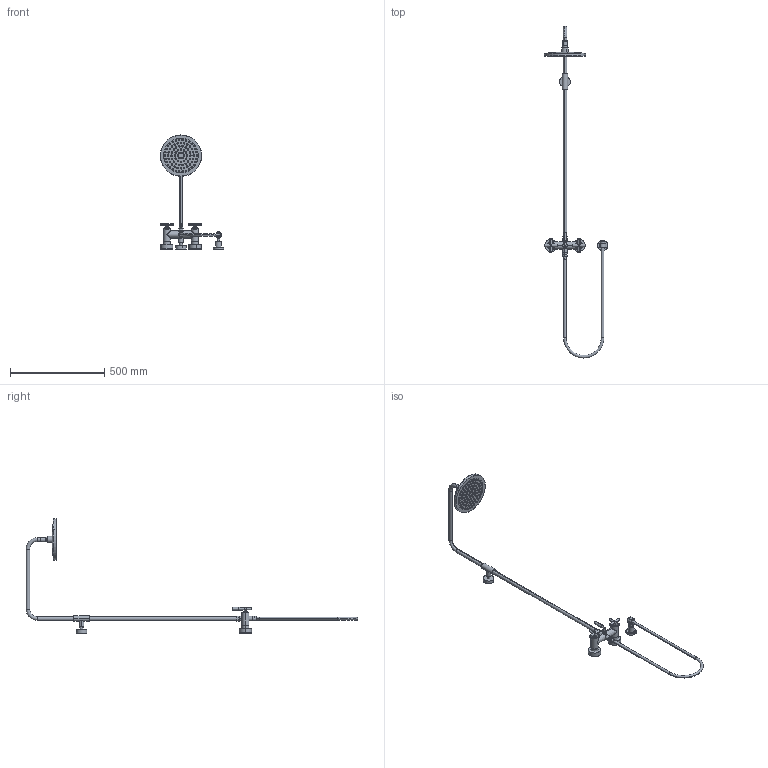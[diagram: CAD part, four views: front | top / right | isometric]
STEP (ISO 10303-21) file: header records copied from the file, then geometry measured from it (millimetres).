
FILE_DESCRIPTION (( 'STEP AP214' ), '1' );
FILE_NAME ('26633892.STEP', '2020-04-06T10:18:13', ( '' ), ( '' ), 'SwSTEP 2.0', 'SolidWorks 2017', '' );
FILE_SCHEMA (( 'AUTOMOTIVE_DESIGN' ));
Length unit declared in the file: millimetre
Products named in the file (32): Planungsmodell_Nippel-+-09.24.03.090.90-01_K1_D24,8 x 32,5; Planungsmodell_Regenbrause-+-04.12.05.092.00-1; Planungsmodell_Mutter-+-09.23.30.035-01_ _K1_27_25x14; Planungsmodell_Gehaeuse-+-09.12.05.092.90-1; Planungsmodell_Mutter-+-09.23.10.064.90-01_K1_D38 x 34; Planungsmodell_Mitnehmer-+-09.18.20.025.90-01_K1_10 x 34 x 26,2; Planungsmodell_Zylinder-+-09.21.40.060.90-1; Planungsmodell_Huelse-+-08.17.20.624.90-01_081720624-00; Planungsmodell_Hebel-+-09.20.62.005.90-01_K1_D15 x 55; Planungsmodell_Rohr_gerade-+-28.568.780-10_ _K155_35x31,75; Planungsmodell_Haube-+-09.21.02.143.90-01_K1_24,7 x 20 x 24,7; Planungsmodell_Einsatz-+-09.12.01.081.90-01; Planungsmodell_Halter-+-09.17.97.050.90-01; Planungsmodell_Schlauch-+-09.30.02.115.90-01_K2_D14; Planungsmodell_Deckel-+-09.11.01.130.90-1; Planungsmodell_Halter-+-08.17.89.505-01_K1_D54,9 x 42; Planungsmodell_Huelse-+-09.24.04.281-01_K1_D15 x 35; Planungsmodell_Griff-+-09.20.89.010.94-01_-_K1; Planungsmodell_Mutter-+-09.24.04.282.90-01_K1_D23 x 30; Planungsmodell_Huelse-+-09.24.04.228.90-01_K1_25,4 x 25,4 x 11,6; Planungsmodell_Adapter-+-09.24.03.177.90-01; Planungsmodell_Aufnahme-+-09.12.12.007.90-01_K1_D24,4; Planungsmodell_T-Stueck-+-09.17.11.037.90-01_K1; Planungsmodell_Koerper-+-09.17.10.020.90-01_K1_188 x 39,9 x 69,1; Planungsmodell_Rohr-+-04.28.22.101.00-01_ _K1; Planungsmodell_Rosette-+-09.27.89.103.90-01_K1_D65 x 25; 26633892; Planungsmodell_Rosette-+-09.27.89.000.90-01_K1_D57 x 18; Planungsmodell_Huelse-+-09.18.40.035.90-01_-_K1; Planungsmodell_Nippel-+-09.24.03.156.90-01_K1_23 x 14,5 x 25,4; Planungsmodell_Nippel-+-09.24.03.121.90-01_K1_D24,7 x 38,5; Planungsmodell_Halter-+-09.17.20.014.90-01_K1_20 x 35 x 30,8
Assembly tree (36 placements, depth 3):
  26633892
    Planungsmodell_Koerper-+-09.17.10.020.90-01_K1_188 x 39,9 x 69,1
    Planungsmodell_Adapter-+-09.24.03.177.90-01
    Planungsmodell_Griff-+-09.20.89.010.94-01_-_K1  x2
    Planungsmodell_Halter-+-08.17.89.505-01_K1_D54,9 x 42
    Planungsmodell_Halter-+-09.17.97.050.90-01
    Planungsmodell_Haube-+-09.21.02.143.90-01_K1_24,7 x 20 x 24,7
    Planungsmodell_Hebel-+-09.20.62.005.90-01_K1_D15 x 55
    Planungsmodell_Huelse-+-08.17.20.624.90-01_081720624-00
    Planungsmodell_Mitnehmer-+-09.18.20.025.90-01_K1_10 x 34 x 26,2
    Planungsmodell_Mutter-+-09.23.10.064.90-01_K1_D38 x 34  x2
    Planungsmodell_Mutter-+-09.23.30.035-01_ _K1_27_25x14
    Planungsmodell_Nippel-+-09.24.03.090.90-01_K1_D24,8 x 32,5
    Planungsmodell_Nippel-+-09.24.03.121.90-01_K1_D24,7 x 38,5
    Planungsmodell_Nippel-+-09.24.03.156.90-01_K1_23 x 14,5 x 25,4
    Planungsmodell_Rosette-+-09.27.89.000.90-01_K1_D57 x 18
    Planungsmodell_Rosette-+-09.27.89.103.90-01_K1_D65 x 25  x2
    Planungsmodell_T-Stueck-+-09.17.11.037.90-01_K1
    Planungsmodell_Aufnahme-+-09.12.12.007.90-01_K1_D24,4
    Planungsmodell_Huelse-+-09.24.04.228.90-01_K1_25,4 x 25,4 x 11,6  x2
    Planungsmodell_Mutter-+-09.24.04.282.90-01_K1_D23 x 30
    Planungsmodell_Huelse-+-09.24.04.281-01_K1_D15 x 35  x2
    Planungsmodell_Schlauch-+-09.30.02.115.90-01_K2_D14
    Planungsmodell_Regenbrause-+-04.12.05.092.00-1
      Planungsmodell_Einsatz-+-09.12.01.081.90-01
      Planungsmodell_Rohr_gerade-+-28.568.780-10_ _K155_35x31,75
      Planungsmodell_Zylinder-+-09.21.40.060.90-1
      Planungsmodell_Gehaeuse-+-09.12.05.092.90-1
      Planungsmodell_Deckel-+-09.11.01.130.90-1
    Planungsmodell_Halter-+-09.17.20.014.90-01_K1_20 x 35 x 30,8
    Planungsmodell_Huelse-+-09.18.40.035.90-01_-_K1
    Planungsmodell_Rohr-+-04.28.22.101.00-01_ _K1
Bounding box: 337.45 x 1764.94 x 607.1 mm (x, y, z)
Volume: 1944966.9 mm3; surface area: 548822.6 mm2
Topology: 35 solids, 37 shells, 939 faces, 2111 edges, 1325 vertices
Faces by surface type: cylinder 527, plane 225, torus 74, cone 63, bspline 30, sphere 20
Entity records: 30449 total; most frequent: CARTESIAN_POINT 6934, DIRECTION 4797, ORIENTED_EDGE 3838, AXIS2_PLACEMENT_3D 2088, EDGE_CURVE 1919, VERTEX_POINT 1223, CIRCLE 1212, EDGE_LOOP 1142
